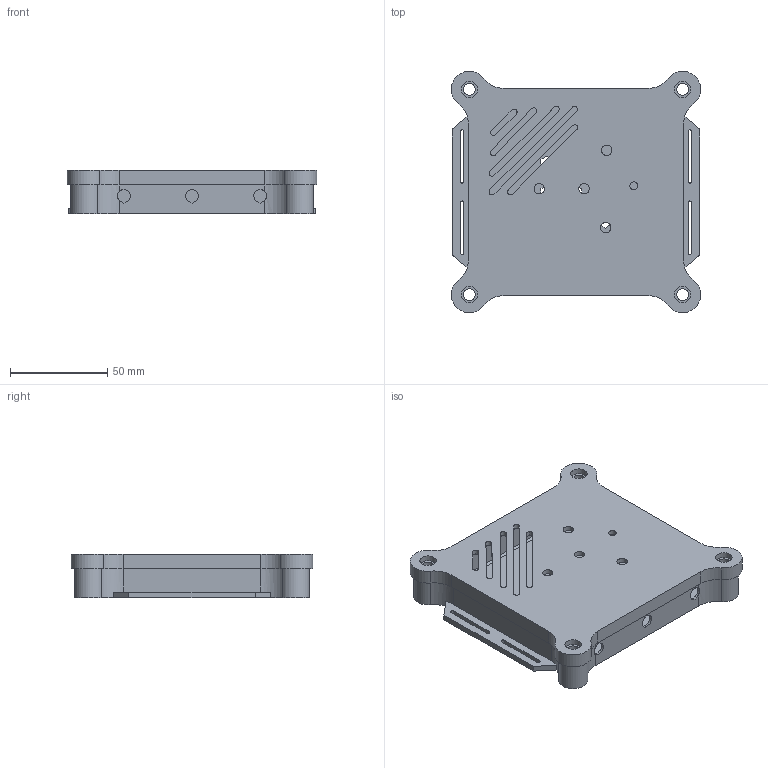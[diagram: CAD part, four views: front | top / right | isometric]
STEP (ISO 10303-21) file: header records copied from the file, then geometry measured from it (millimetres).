
FILE_DESCRIPTION(/* description */ (''),/* implementation_level */ '2;1');
FILE_NAME(/* name */ 'tactical v2.step',/* time_stamp */ '2022-11-11T00:11:47-05:00',/* author */ (''),/* organization */ (''),/* preprocessor_version */ 'ST-DEVELOPER v19.2',/* originating_system */ 'Autodesk Translation Framework v11.17.0.187',/* authorisation */ '');
FILE_SCHEMA (('AUTOMOTIVE_DESIGN { 1 0 10303 214 3 1 1 }'));
Length unit declared in the file: millimetre
Products named in the file (1): tactical
Bounding box: 127.99 x 123.91 x 22.5 mm (x, y, z)
Volume: 84267.5 mm3; surface area: 72408 mm2
Topology: 2 solids, 2 shells, 437 faces, 1153 edges, 731 vertices
Faces by surface type: plane 318, cylinder 94, cone 21, bspline 4
Full cylindrical faces by diameter (mm): 4 x5, 5.333 x4, 5.94 x1, 6 x8, 8.5 x4
Entity records: 13598 total; most frequent: CARTESIAN_POINT 2486, ORIENTED_EDGE 2306, DIRECTION 2244, EDGE_CURVE 1153, LINE 884, VECTOR 884, VERTEX_POINT 731, AXIS2_PLACEMENT_3D 680
